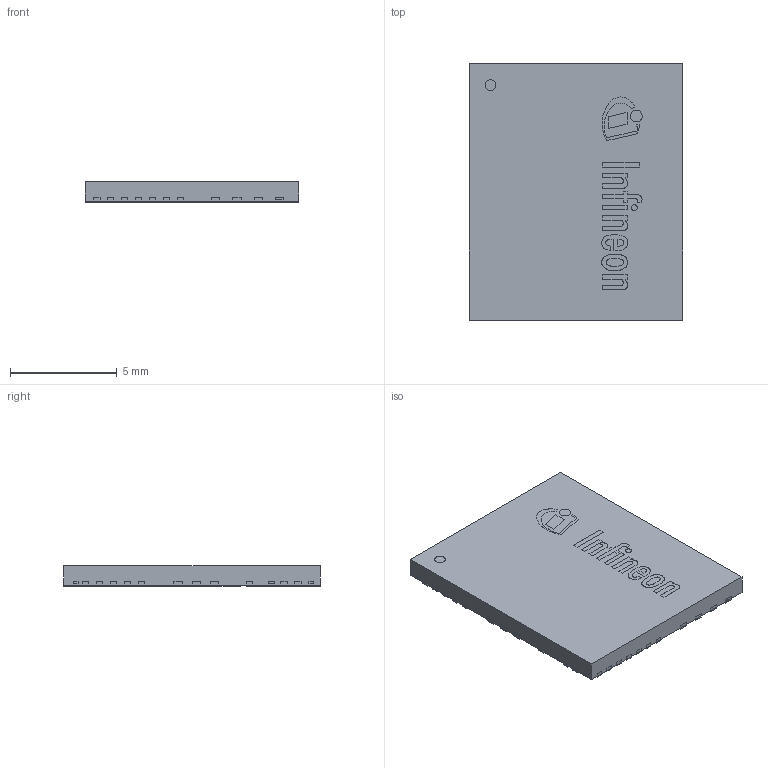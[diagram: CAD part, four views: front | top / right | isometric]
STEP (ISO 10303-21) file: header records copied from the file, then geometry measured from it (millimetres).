
FILE_DESCRIPTION(/* description */ (''),/* implementation_level */ '2;1');
FILE_NAME(/* name */ 'PG-IQFN-37-2_Z8B00190235_V01_3D.stp',/* time_stamp */ '2021-05-18T17:56:17+05:00',/* author */ ('janartha'),/* organization */ (''),/* preprocessor_version */ 'ST-DEVELOPER v16.13',/* originating_system */ 'AutoCAD Mechanical',/* authorisation */ '');
FILE_SCHEMA (('AUTOMOTIVE_DESIGN { 1 0 10303 214 3 1 1 }'));
Length unit declared in the file: millimetre
Products named in the file (1): Product
Bounding box: 10 x 12 x 0.95 mm (x, y, z)
Surface area: 434.4 mm2
Topology: 43 solids, 43 shells, 461 faces, 1122 edges, 748 vertices
Faces by surface type: plane 342, cylinder 99, bspline 20
Full cylindrical faces by diameter (mm): 0.275 x1, 0.5 x2, 0.549 x1
Entity records: 13709 total; most frequent: CARTESIAN_POINT 2836, ORIENTED_EDGE 2236, DIRECTION 2160, EDGE_CURVE 1118, LINE 880, VECTOR 880, VERTEX_POINT 748, AXIS2_PLACEMENT_3D 640
